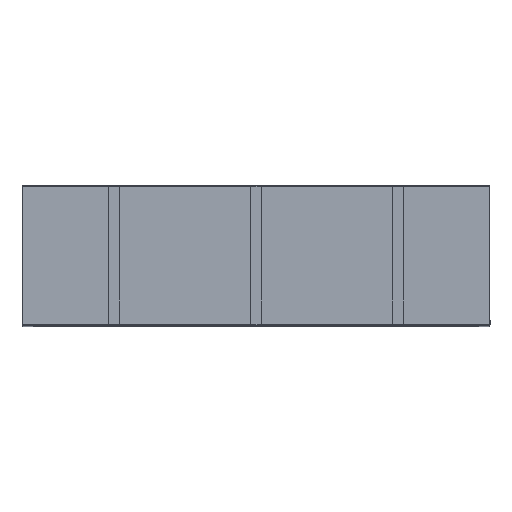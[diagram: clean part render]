
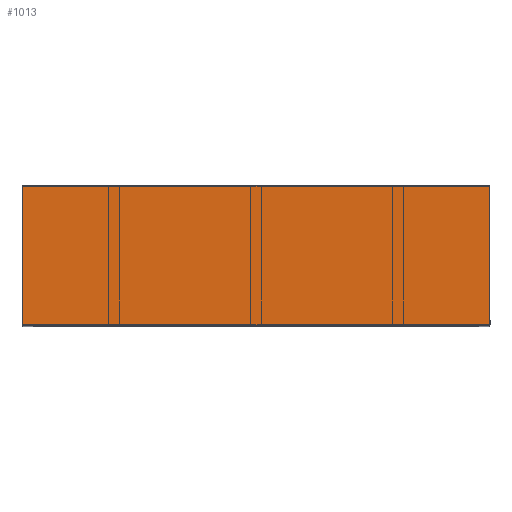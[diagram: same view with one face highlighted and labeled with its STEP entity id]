
A CAD part, top view. The second image highlights one B-rep face of the part: STEP entity #1013.
In plain terms, the highlighted face is planar.
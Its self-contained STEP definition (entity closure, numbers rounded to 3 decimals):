
#112 = LINE ( 'NONE', #2566, #2134 ) ;
#190 = ORIENTED_EDGE ( 'NONE', *, *, #208, .F. ) ;
#208 = EDGE_CURVE ( 'NONE', #3116, #263, #1331, .T. ) ;
#211 = DIRECTION ( 'NONE',  ( 0., -1., 0. ) ) ;
#263 = VERTEX_POINT ( 'NONE', #2158 ) ;
#298 = DIRECTION ( 'NONE',  ( 0., 1., 0. ) ) ;
#327 = EDGE_CURVE ( 'NONE', #1840, #640, #3290, .T. ) ;
#459 = ORIENTED_EDGE ( 'NONE', *, *, #2401, .T. ) ;
#477 = LINE ( 'NONE', #1315, #3324 ) ;
#610 = DIRECTION ( 'NONE',  ( 1., 0., 0. ) ) ;
#640 = VERTEX_POINT ( 'NONE', #2573 ) ;
#822 = VECTOR ( 'NONE', #3006, 1000. ) ;
#995 = EDGE_CURVE ( 'NONE', #3116, #1519, #112, .T. ) ;
#1013 = ADVANCED_FACE ( 'NONE', ( #3138 ), #3365, .T. ) ;
#1063 = ORIENTED_EDGE ( 'NONE', *, *, #2121, .T. ) ;
#1181 = DIRECTION ( 'NONE',  ( 1., 0., 0. ) ) ;
#1189 = CARTESIAN_POINT ( 'NONE',  ( -998., 296., -2. ) ) ;
#1315 = CARTESIAN_POINT ( 'NONE',  ( 1000., -296., -2. ) ) ;
#1331 = LINE ( 'NONE', #2989, #2014 ) ;
#1424 = VECTOR ( 'NONE', #298, 1000. ) ;
#1425 = ORIENTED_EDGE ( 'NONE', *, *, #327, .T. ) ;
#1428 = CARTESIAN_POINT ( 'NONE',  ( -1000., 296., -2. ) ) ;
#1503 = CARTESIAN_POINT ( 'NONE',  ( -1000., 296., -2. ) ) ;
#1519 = VERTEX_POINT ( 'NONE', #1707 ) ;
#1547 = ORIENTED_EDGE ( 'NONE', *, *, #995, .T. ) ;
#1613 = CARTESIAN_POINT ( 'NONE',  ( 998., 0., -2. ) ) ;
#1614 = CARTESIAN_POINT ( 'NONE',  ( -996.586, -296., -2. ) ) ;
#1646 = LINE ( 'NONE', #1613, #1424 ) ;
#1690 = LINE ( 'NONE', #2514, #2087 ) ;
#1707 = CARTESIAN_POINT ( 'NONE',  ( -996.586, 296., -2. ) ) ;
#1802 = ORIENTED_EDGE ( 'NONE', *, *, #2452, .F. ) ;
#1840 = VERTEX_POINT ( 'NONE', #2640 ) ;
#2013 = DIRECTION ( 'NONE',  ( 1., 0., 0. ) ) ;
#2014 = VECTOR ( 'NONE', #211, 1000. ) ;
#2022 = DIRECTION ( 'NONE',  ( -1., 0., 0. ) ) ;
#2087 = VECTOR ( 'NONE', #3368, 1000. ) ;
#2104 = EDGE_CURVE ( 'NONE', #3142, #2610, #2256, .T. ) ;
#2121 = EDGE_CURVE ( 'NONE', #1519, #3142, #2523, .T. ) ;
#2134 = VECTOR ( 'NONE', #1181, 1000. ) ;
#2158 = CARTESIAN_POINT ( 'NONE',  ( -998., -296., -2. ) ) ;
#2179 = VECTOR ( 'NONE', #610, 1000. ) ;
#2256 = LINE ( 'NONE', #1428, #2345 ) ;
#2261 = CARTESIAN_POINT ( 'NONE',  ( 0., 0., -2. ) ) ;
#2289 = CARTESIAN_POINT ( 'NONE',  ( 996.586, 296., -2. ) ) ;
#2345 = VECTOR ( 'NONE', #2013, 1000. ) ;
#2349 = DIRECTION ( 'NONE',  ( -1., 0., 0. ) ) ;
#2401 = EDGE_CURVE ( 'NONE', #640, #2839, #477, .T. ) ;
#2452 = EDGE_CURVE ( 'NONE', #1840, #2610, #1646, .T. ) ;
#2514 = CARTESIAN_POINT ( 'NONE',  ( 1000., -296., -2. ) ) ;
#2523 = LINE ( 'NONE', #1503, #2179 ) ;
#2566 = CARTESIAN_POINT ( 'NONE',  ( -1000., 296., -2. ) ) ;
#2573 = CARTESIAN_POINT ( 'NONE',  ( 996.586, -296., -2. ) ) ;
#2583 = AXIS2_PLACEMENT_3D ( 'NONE', #2261, #3422, #2022 ) ;
#2610 = VERTEX_POINT ( 'NONE', #2934 ) ;
#2640 = CARTESIAN_POINT ( 'NONE',  ( 998., -296., -2. ) ) ;
#2839 = VERTEX_POINT ( 'NONE', #1614 ) ;
#2934 = CARTESIAN_POINT ( 'NONE',  ( 998., 296., -2. ) ) ;
#2989 = CARTESIAN_POINT ( 'NONE',  ( -998., 0., -2. ) ) ;
#3006 = DIRECTION ( 'NONE',  ( -1., 0., 0. ) ) ;
#3066 = CARTESIAN_POINT ( 'NONE',  ( 1000., -296., -2. ) ) ;
#3116 = VERTEX_POINT ( 'NONE', #1189 ) ;
#3138 = FACE_OUTER_BOUND ( 'NONE', #3275, .T. ) ;
#3142 = VERTEX_POINT ( 'NONE', #2289 ) ;
#3223 = ORIENTED_EDGE ( 'NONE', *, *, #3274, .T. ) ;
#3274 = EDGE_CURVE ( 'NONE', #2839, #263, #1690, .T. ) ;
#3275 = EDGE_LOOP ( 'NONE', ( #1425, #459, #3223, #190, #1547, #1063, #3436, #1802 ) ) ;
#3290 = LINE ( 'NONE', #3066, #822 ) ;
#3324 = VECTOR ( 'NONE', #2349, 1000. ) ;
#3365 = PLANE ( 'NONE',  #2583 ) ;
#3368 = DIRECTION ( 'NONE',  ( -1., 0., 0. ) ) ;
#3422 = DIRECTION ( 'NONE',  ( 0., 0., -1. ) ) ;
#3436 = ORIENTED_EDGE ( 'NONE', *, *, #2104, .T. ) ;
